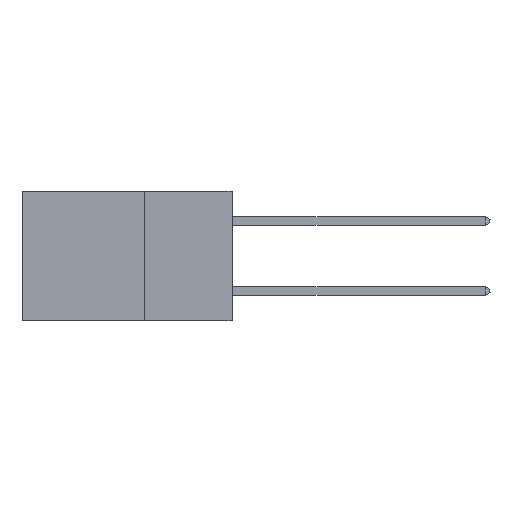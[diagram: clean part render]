
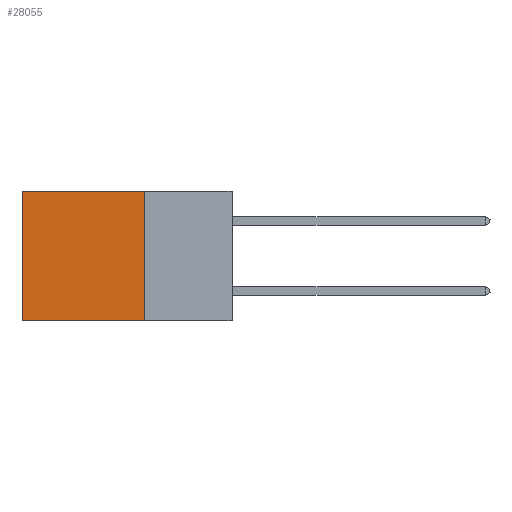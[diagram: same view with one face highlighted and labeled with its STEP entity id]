
A CAD part, left-side view. The second image highlights one B-rep face of the part: STEP entity #28055.
In plain terms, the highlighted planar face has unit normal (-1, 0, 0).
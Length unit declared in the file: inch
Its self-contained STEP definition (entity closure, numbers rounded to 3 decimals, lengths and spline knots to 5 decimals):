
#1541 = CARTESIAN_POINT ( 'NONE',  ( 0.2875, 0.25, 0. ) ) ;
#1744 = EDGE_CURVE ( 'NONE', #2056, #36355, #25696, .T. ) ;
#2056 = VERTEX_POINT ( 'NONE', #27544 ) ;
#2567 = ORIENTED_EDGE ( 'NONE', *, *, #14800, .T. ) ;
#4207 = DIRECTION ( 'NONE',  ( 0., 0., -1. ) ) ;
#5590 = DIRECTION ( 'NONE',  ( 0., 0., -1. ) ) ;
#5817 = VERTEX_POINT ( 'NONE', #22266 ) ;
#7630 = ORIENTED_EDGE ( 'NONE', *, *, #15449, .F. ) ;
#7759 = AXIS2_PLACEMENT_3D ( 'NONE', #9445, #18107, #20844 ) ;
#9445 = CARTESIAN_POINT ( 'NONE',  ( 0.2875, 0.25, 0. ) ) ;
#10198 = CARTESIAN_POINT ( 'NONE',  ( 0.2875, 0.25, -0.37 ) ) ;
#12494 = CARTESIAN_POINT ( 'NONE',  ( 0.2875, 0.25, 0. ) ) ;
#14800 = EDGE_CURVE ( 'NONE', #36355, #28229, #27507, .T. ) ;
#15345 = LINE ( 'NONE', #1541, #23500 ) ;
#15449 = EDGE_CURVE ( 'NONE', #5817, #28229, #23366, .T. ) ;
#16152 = VECTOR ( 'NONE', #16191, 39.37008 ) ;
#16191 = DIRECTION ( 'NONE',  ( 0., 1., 0. ) ) ;
#17586 = VECTOR ( 'NONE', #5590, 39.37008 ) ;
#18107 = DIRECTION ( 'NONE',  ( 1., 0., 0. ) ) ;
#20844 = DIRECTION ( 'NONE',  ( 0., 0., -1. ) ) ;
#21722 = CARTESIAN_POINT ( 'NONE',  ( 0.2875, 0.6, -0.37 ) ) ;
#22073 = EDGE_CURVE ( 'NONE', #2056, #5817, #15345, .T. ) ;
#22266 = CARTESIAN_POINT ( 'NONE',  ( 0.2875, 0.25, -0.37 ) ) ;
#23366 = LINE ( 'NONE', #10198, #16152 ) ;
#23500 = VECTOR ( 'NONE', #4207, 39.37008 ) ;
#25696 = LINE ( 'NONE', #12494, #26124 ) ;
#26124 = VECTOR ( 'NONE', #30026, 39.37008 ) ;
#26820 = PLANE ( 'NONE',  #7759 ) ;
#27507 = LINE ( 'NONE', #28260, #17586 ) ;
#27544 = CARTESIAN_POINT ( 'NONE',  ( 0.2875, 0.25, 0. ) ) ;
#28055 = ADVANCED_FACE ( 'NONE', ( #35715 ), #26820, .F. ) ;
#28229 = VERTEX_POINT ( 'NONE', #21722 ) ;
#28260 = CARTESIAN_POINT ( 'NONE',  ( 0.2875, 0.6, 0. ) ) ;
#30026 = DIRECTION ( 'NONE',  ( 0., 1., 0. ) ) ;
#30361 = EDGE_LOOP ( 'NONE', ( #2567, #7630, #36120, #34236 ) ) ;
#34236 = ORIENTED_EDGE ( 'NONE', *, *, #1744, .T. ) ;
#35715 = FACE_OUTER_BOUND ( 'NONE', #30361, .T. ) ;
#36120 = ORIENTED_EDGE ( 'NONE', *, *, #22073, .F. ) ;
#36234 = CARTESIAN_POINT ( 'NONE',  ( 0.2875, 0.6, 0. ) ) ;
#36355 = VERTEX_POINT ( 'NONE', #36234 ) ;
